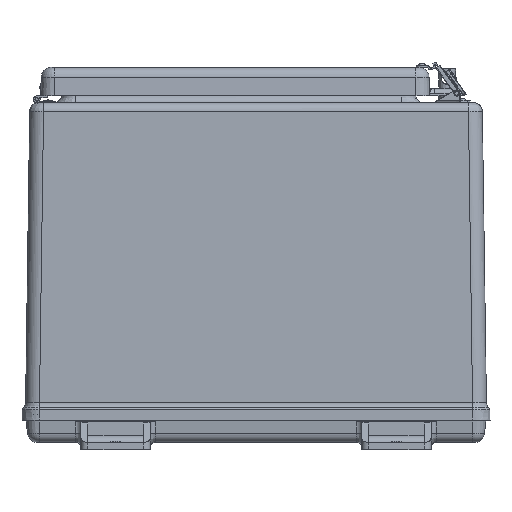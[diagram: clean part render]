
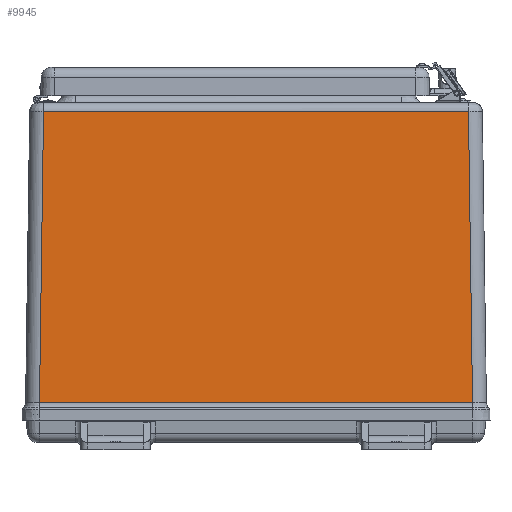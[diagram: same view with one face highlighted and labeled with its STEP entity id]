
A CAD part, front view. The second image highlights one B-rep face of the part: STEP entity #9945.
In plain terms, the highlighted planar face has unit normal (0, -1, 0.014).
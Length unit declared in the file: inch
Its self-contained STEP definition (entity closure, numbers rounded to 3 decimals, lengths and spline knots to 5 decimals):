
#1703 = LINE ( 'NONE', #46364, #48042 ) ;
#1781 = DIRECTION ( 'NONE',  ( 0., -1., 0.014 ) ) ;
#2037 = DIRECTION ( 'NONE',  ( 0.014, -0.014, -1. ) ) ;
#2454 = DIRECTION ( 'NONE',  ( 0., 0.014, 1. ) ) ;
#2461 = LINE ( 'NONE', #36479, #28850 ) ;
#3911 = LINE ( 'NONE', #55366, #52372 ) ;
#4169 = VERTEX_POINT ( 'NONE', #12619 ) ;
#6280 = LINE ( 'NONE', #6395, #48160 ) ;
#6395 = CARTESIAN_POINT ( 'NONE',  ( -7.80746, -10.14601, -0.00408 ) ) ;
#6732 = EDGE_CURVE ( 'NONE', #40742, #17839, #1703, .T. ) ;
#9450 = ORIENTED_EDGE ( 'NONE', *, *, #44494, .F. ) ;
#9945 = ADVANCED_FACE ( 'NONE', ( #57049 ), #57847, .T. ) ;
#11664 = DIRECTION ( 'NONE',  ( 0., -0.014, -1. ) ) ;
#12299 = CARTESIAN_POINT ( 'NONE',  ( -8.30745, -9.99923, 10.502 ) ) ;
#12619 = CARTESIAN_POINT ( 'NONE',  ( 7.80748, -10.14595, 0. ) ) ;
#12698 = EDGE_CURVE ( 'NONE', #59944, #40742, #21551, .T. ) ;
#13762 = EDGE_LOOP ( 'NONE', ( #38322, #9450, #58138, #52784, #31442, #35144 ) ) ;
#17839 = VERTEX_POINT ( 'NONE', #37636 ) ;
#20715 = CARTESIAN_POINT ( 'NONE',  ( 7.80598, -10.14443, 0.10903 ) ) ;
#20950 = AXIS2_PLACEMENT_3D ( 'NONE', #49218, #1781, #11664 ) ;
#21551 = LINE ( 'NONE', #12299, #58270 ) ;
#28850 = VECTOR ( 'NONE', #50879, 39.37008 ) ;
#31442 = ORIENTED_EDGE ( 'NONE', *, *, #41168, .F. ) ;
#35144 = ORIENTED_EDGE ( 'NONE', *, *, #12698, .T. ) ;
#35200 = VERTEX_POINT ( 'NONE', #55343 ) ;
#36479 = CARTESIAN_POINT ( 'NONE',  ( 7.80746, -10.14601, -0.00408 ) ) ;
#37636 = CARTESIAN_POINT ( 'NONE',  ( -7.80748, -10.14595, 0. ) ) ;
#38322 = ORIENTED_EDGE ( 'NONE', *, *, #6732, .T. ) ;
#39626 = DIRECTION ( 'NONE',  ( -1., 0., 0. ) ) ;
#40044 = DIRECTION ( 'NONE',  ( -0.014, -0.014, -1. ) ) ;
#40149 = CARTESIAN_POINT ( 'NONE',  ( 7.66078, -9.99923, 10.502 ) ) ;
#40742 = VERTEX_POINT ( 'NONE', #54517 ) ;
#41030 = DIRECTION ( 'NONE',  ( 1., 0., 0. ) ) ;
#41168 = EDGE_CURVE ( 'NONE', #59944, #4169, #42404, .T. ) ;
#42404 = LINE ( 'NONE', #20715, #56344 ) ;
#43799 = VERTEX_POINT ( 'NONE', #58380 ) ;
#44494 = EDGE_CURVE ( 'NONE', #35200, #17839, #6280, .T. ) ;
#46364 = CARTESIAN_POINT ( 'NONE',  ( -7.66078, -9.99923, 10.502 ) ) ;
#48042 = VECTOR ( 'NONE', #40044, 39.37008 ) ;
#48160 = VECTOR ( 'NONE', #2454, 39.37008 ) ;
#49218 = CARTESIAN_POINT ( 'NONE',  ( -8.30745, -10.14595, 0. ) ) ;
#50242 = EDGE_CURVE ( 'NONE', #35200, #43799, #3911, .T. ) ;
#50879 = DIRECTION ( 'NONE',  ( 0., -0.014, -1. ) ) ;
#52372 = VECTOR ( 'NONE', #41030, 39.37008 ) ;
#52784 = ORIENTED_EDGE ( 'NONE', *, *, #58636, .F. ) ;
#54517 = CARTESIAN_POINT ( 'NONE',  ( -7.66078, -9.99923, 10.502 ) ) ;
#55343 = CARTESIAN_POINT ( 'NONE',  ( -7.80746, -10.14606, -0.00817 ) ) ;
#55366 = CARTESIAN_POINT ( 'NONE',  ( -8.30745, -10.14606, -0.00817 ) ) ;
#56344 = VECTOR ( 'NONE', #2037, 39.37008 ) ;
#57049 = FACE_OUTER_BOUND ( 'NONE', #13762, .T. ) ;
#57847 = PLANE ( 'NONE',  #20950 ) ;
#58138 = ORIENTED_EDGE ( 'NONE', *, *, #50242, .T. ) ;
#58270 = VECTOR ( 'NONE', #39626, 39.37008 ) ;
#58380 = CARTESIAN_POINT ( 'NONE',  ( 7.80746, -10.14606, -0.00817 ) ) ;
#58636 = EDGE_CURVE ( 'NONE', #4169, #43799, #2461, .T. ) ;
#59944 = VERTEX_POINT ( 'NONE', #40149 ) ;
